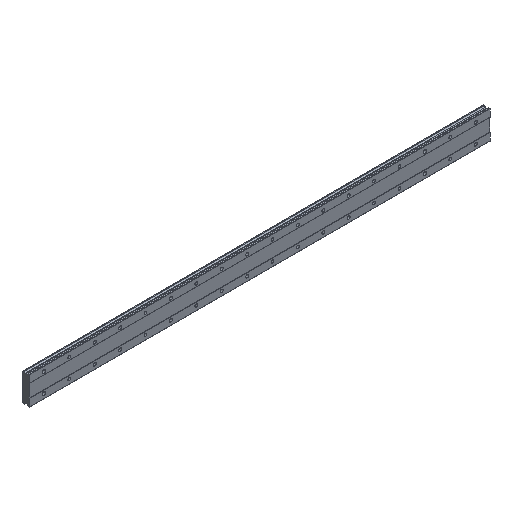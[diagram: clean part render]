
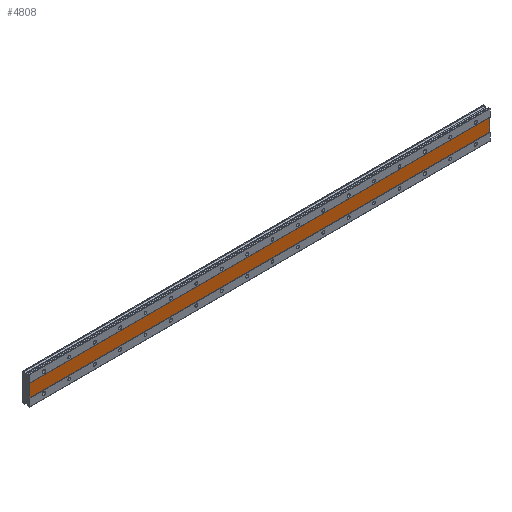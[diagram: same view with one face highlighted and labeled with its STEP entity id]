
A CAD part, isometric view. The second image highlights one B-rep face of the part: STEP entity #4808.
In plain terms, the highlighted planar face has unit normal (0, -1, 0).
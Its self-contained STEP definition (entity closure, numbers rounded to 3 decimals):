
#396 = CARTESIAN_POINT ( 'NONE',  ( 1405., 1., 20. ) ) ;
#415 = FACE_OUTER_BOUND ( 'NONE', #805, .T. ) ;
#425 = VERTEX_POINT ( 'NONE', #6643 ) ;
#805 = EDGE_LOOP ( 'NONE', ( #4540, #1796, #4128, #6099 ) ) ;
#836 = CARTESIAN_POINT ( 'NONE',  ( -45., 1., 20. ) ) ;
#1024 = LINE ( 'NONE', #5035, #1166 ) ;
#1074 = LINE ( 'NONE', #396, #5395 ) ;
#1107 = DIRECTION ( 'NONE',  ( 1., 0., 0. ) ) ;
#1166 = VECTOR ( 'NONE', #4519, 1000. ) ;
#1380 = EDGE_CURVE ( 'NONE', #1851, #5121, #4590, .T. ) ;
#1486 = DIRECTION ( 'NONE',  ( 0., 0., 1. ) ) ;
#1532 = CARTESIAN_POINT ( 'NONE',  ( -45., 1., -20. ) ) ;
#1796 = ORIENTED_EDGE ( 'NONE', *, *, #1895, .F. ) ;
#1851 = VERTEX_POINT ( 'NONE', #1532 ) ;
#1895 = EDGE_CURVE ( 'NONE', #5535, #425, #1074, .T. ) ;
#1967 = EDGE_CURVE ( 'NONE', #5121, #5535, #2264, .T. ) ;
#2264 = LINE ( 'NONE', #4709, #3435 ) ;
#2638 = EDGE_CURVE ( 'NONE', #425, #1851, #1024, .T. ) ;
#3435 = VECTOR ( 'NONE', #1107, 1000. ) ;
#3651 = CARTESIAN_POINT ( 'NONE',  ( -45., 1., 20. ) ) ;
#4128 = ORIENTED_EDGE ( 'NONE', *, *, #1967, .F. ) ;
#4278 = CARTESIAN_POINT ( 'NONE',  ( 1405., 1., 20. ) ) ;
#4519 = DIRECTION ( 'NONE',  ( -1., 0., 0. ) ) ;
#4540 = ORIENTED_EDGE ( 'NONE', *, *, #2638, .F. ) ;
#4565 = CARTESIAN_POINT ( 'NONE',  ( 1405., 1., 20. ) ) ;
#4590 = LINE ( 'NONE', #836, #5637 ) ;
#4709 = CARTESIAN_POINT ( 'NONE',  ( 1405., 1., 20. ) ) ;
#4808 = ADVANCED_FACE ( 'NONE', ( #415 ), #6160, .F. ) ;
#4935 = AXIS2_PLACEMENT_3D ( 'NONE', #4565, #6640, #1486 ) ;
#5035 = CARTESIAN_POINT ( 'NONE',  ( 1405., 1., -20. ) ) ;
#5121 = VERTEX_POINT ( 'NONE', #3651 ) ;
#5395 = VECTOR ( 'NONE', #6652, 1000. ) ;
#5535 = VERTEX_POINT ( 'NONE', #4278 ) ;
#5637 = VECTOR ( 'NONE', #6560, 1000. ) ;
#6099 = ORIENTED_EDGE ( 'NONE', *, *, #1380, .F. ) ;
#6160 = PLANE ( 'NONE',  #4935 ) ;
#6560 = DIRECTION ( 'NONE',  ( 0., 0., 1. ) ) ;
#6640 = DIRECTION ( 'NONE',  ( 0., 1., 0. ) ) ;
#6643 = CARTESIAN_POINT ( 'NONE',  ( 1405., 1., -20. ) ) ;
#6652 = DIRECTION ( 'NONE',  ( 0., 0., -1. ) ) ;
